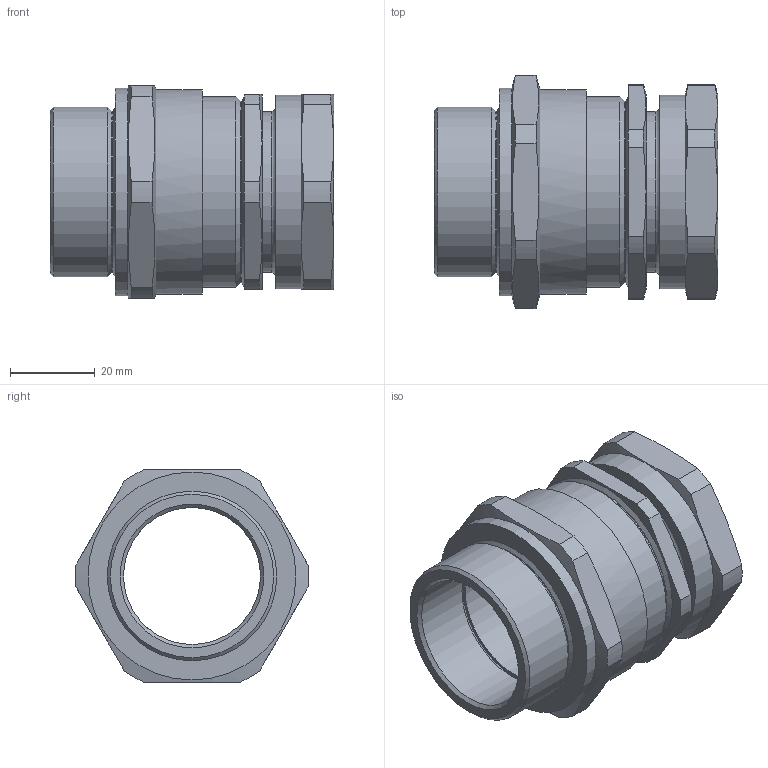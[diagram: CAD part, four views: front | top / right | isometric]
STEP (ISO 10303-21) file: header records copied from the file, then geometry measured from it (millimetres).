
FILE_DESCRIPTION (( 'STEP AP203' ), '1' );
FILE_NAME ('40A2FRC1RA.STEP', '2017-09-20T14:33:23', ( '' ), ( '' ), 'SwSTEP 2.0', 'SolidWorks 2017', '' );
FILE_SCHEMA (( 'CONFIG_CONTROL_DESIGN' ));
Length unit declared in the file: millimetre
Products named in the file (1): 40A2FRC1RA
Bounding box: 66.84 x 54.97 x 50 mm (x, y, z)
Surface area: 24027.9 mm2 (no closed solid volume)
Topology: 0 solids, 4 shells, 77 faces, 189 edges, 121 vertices
Faces by surface type: cylinder 30, plane 27, cone 18, torus 2
Full cylindrical faces by diameter (mm): 32.3 x1, 32.4 x2, 37.971 x1, 38 x2, 40 x1, 42.718 x1, 45 x1, 45.7 x1, 48.3 x1, 49 x1
Entity records: 2352 total; most frequent: CARTESIAN_POINT 608, DIRECTION 354, ORIENTED_EDGE 304, AXIS2_PLACEMENT_3D 156, EDGE_CURVE 156, VERTEX_POINT 114, EDGE_LOOP 112, FACE_OUTER_BOUND 91
